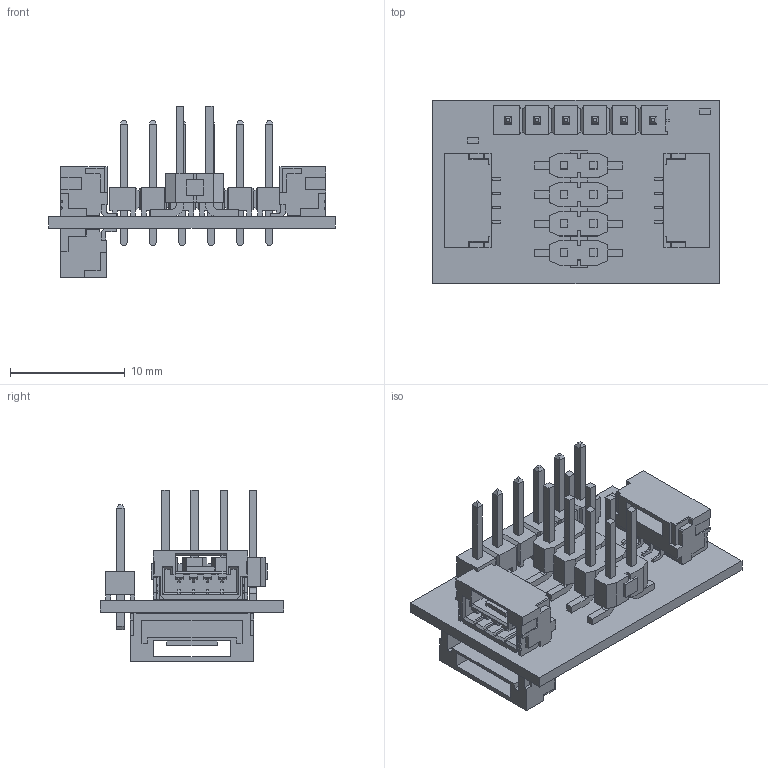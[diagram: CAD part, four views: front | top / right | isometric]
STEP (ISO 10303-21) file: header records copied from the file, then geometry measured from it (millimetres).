
FILE_DESCRIPTION(('Open CASCADE Model'),'2;1');
FILE_NAME('Open CASCADE Shape Model','2023-10-20T17:05:01',('Author'),( 'Open CASCADE'),'Open CASCADE STEP processor 7.5','Open CASCADE 7.5' ,'Unknown');
FILE_SCHEMA(('AUTOMOTIVE_DESIGN { 1 0 10303 214 1 1 1 1 }'));
Length unit declared in the file: millimetre
Products named in the file (24): PCB; Board; Open CASCADE STEP translator 7.5 1.1.1; TP4; 6454136144; Extruded; TP3; TP2; 6454147504; TP1; JCOM; SM04B-GHS-TB(LF)(SN)---3DModel-STEP-56544; J8; TSM-104-01-L-DV-TR; T-1S6-16(-01-4-DV); TSM-104-01-DV_body; J6P; TSW-106-07-G-S; _TSW-106-07-G-S_body; _T-1S6-07-TSW-1-07-6-S; J6J; SM06B-GHS-TB; J4
Assembly tree (26 placements, depth 4):
  PCB
    Board
      Open CASCADE STEP translator 7.5 1.1.1
    TP4
      6454136144
        Extruded
    TP3
      6454136144
        Extruded
    TP2
      6454147504
        Extruded
    TP1
      6454147504
        Extruded
    JCOM
      SM04B-GHS-TB(LF)(SN)---3DModel-STEP-56544
    J8
      TSM-104-01-L-DV-TR
        T-1S6-16(-01-4-DV)
        TSM-104-01-DV_body
    J6P
      TSW-106-07-G-S
        _TSW-106-07-G-S_body
        _T-1S6-07-TSW-1-07-6-S
    J6J
      SM06B-GHS-TB
    J4
      SM04B-GHS-TB(LF)(SN)---3DModel-STEP-56544
Bounding box: 25 x 16 x 15 mm (x, y, z)
Volume: 907.8 mm3; surface area: 2806.7 mm2
Topology: 40 solids, 40 shells, 1265 faces, 3376 edges, 2210 vertices
Faces by surface type: plane 1219, cylinder 46
Full cylindrical faces by diameter (mm): 1.02 x6
Entity records: 31392 total; most frequent: CARTESIAN_POINT 5384, ORIENTED_EDGE 5294, DIRECTION 4733, EDGE_CURVE 2647, LINE 2579, VECTOR 2579, VERTEX_POINT 1728, AXIS2_PLACEMENT_3D 1077
